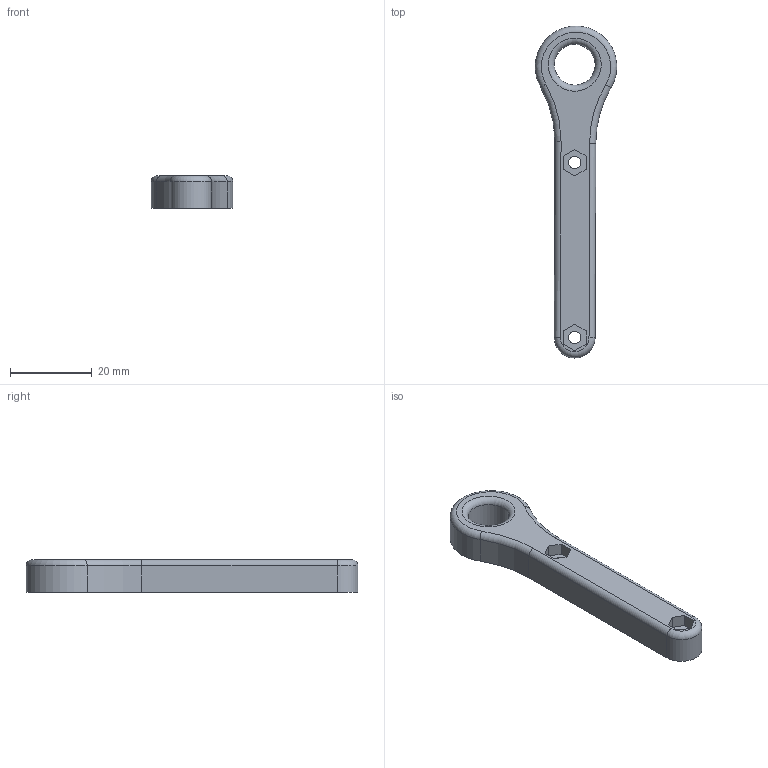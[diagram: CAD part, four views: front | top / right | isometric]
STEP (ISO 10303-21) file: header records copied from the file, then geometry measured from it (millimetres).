
FILE_DESCRIPTION(/* description */ (''),/* implementation_level */ '2;1');
FILE_NAME(/* name */ 'perpendicular carabiner mount v1.step',/* time_stamp */ '2020-09-01T10:16:09-07:00',/* author */ (''),/* organization */ (''),/* preprocessor_version */ 'ST-DEVELOPER v18.1',/* originating_system */ 'Autodesk Translation Framework v9.3.0.1241',/* authorisation */ '');
FILE_SCHEMA (('AUTOMOTIVE_DESIGN { 1 0 10303 214 3 1 1 }'));
Length unit declared in the file: millimetre
Products named in the file (1): perpendicular carabiner mount
Bounding box: 20 x 81.31 x 8 mm (x, y, z)
Volume: 6532 mm3; surface area: 3465.9 mm2
Topology: 1 solids, 1 shells, 32 faces, 78 edges, 50 vertices
Faces by surface type: plane 18, cylinder 9, torus 5
Full cylindrical faces by diameter (mm): 3 x2, 10 x1
Entity records: 986 total; most frequent: DIRECTION 171, CARTESIAN_POINT 161, ORIENTED_EDGE 156, EDGE_CURVE 78, AXIS2_PLACEMENT_3D 60, LINE 51, VECTOR 51, VERTEX_POINT 50
